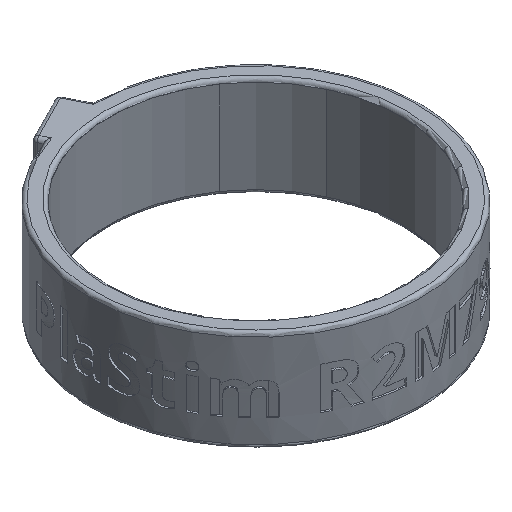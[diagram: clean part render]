
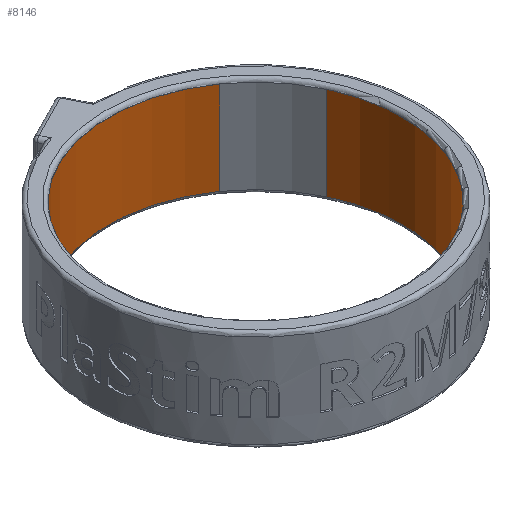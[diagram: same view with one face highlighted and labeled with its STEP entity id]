
A CAD part, isometric view. The second image highlights one B-rep face of the part: STEP entity #8146.
In plain terms, the highlighted cylindrical face has radius 39.5 mm (diameter 79 mm), a partial arc.
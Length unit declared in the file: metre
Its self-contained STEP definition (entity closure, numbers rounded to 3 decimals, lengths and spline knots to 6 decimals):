
#927=LINE('',#15589,#1467);
#928=LINE('',#15590,#1468);
#1467=VECTOR('',#10223,1.);
#1468=VECTOR('',#10224,1.);
#4406=ORIENTED_EDGE('',*,*,#5650,.T.);
#4407=ORIENTED_EDGE('',*,*,#5659,.T.);
#4408=ORIENTED_EDGE('',*,*,#5657,.F.);
#4409=ORIENTED_EDGE('',*,*,#5660,.F.);
#5650=EDGE_CURVE('',#6466,#6468,#6637,.T.);
#5657=EDGE_CURVE('',#6475,#6476,#6640,.T.);
#5659=EDGE_CURVE('',#6468,#6476,#927,.T.);
#5660=EDGE_CURVE('',#6466,#6475,#928,.T.);
#6466=VERTEX_POINT('',#15565);
#6468=VERTEX_POINT('',#15569);
#6475=VERTEX_POINT('',#15584);
#6476=VERTEX_POINT('',#15586);
#6637=CIRCLE('',#8674,0.0395);
#6640=CIRCLE('',#8678,0.0395);
#7124=EDGE_LOOP('',(#4406,#4407,#4408,#4409));
#7619=FACE_BOUND('',#7124,.T.);
#7701=CYLINDRICAL_SURFACE('',#8679,0.0395);
#8146=ADVANCED_FACE('',(#7619),#7701,.F.);
#8674=AXIS2_PLACEMENT_3D('',#15570,#10206,#10207);
#8678=AXIS2_PLACEMENT_3D('',#15585,#10218,#10219);
#8679=AXIS2_PLACEMENT_3D('',#15588,#10221,#10222);
#10206=DIRECTION('',(0.,0.,1.));
#10207=DIRECTION('',(1.,0.,0.));
#10218=DIRECTION('',(0.,0.,1.));
#10219=DIRECTION('',(1.,0.,0.));
#10221=DIRECTION('',(0.,0.,-1.));
#10222=DIRECTION('',(-1.,0.,0.));
#10223=DIRECTION('',(0.,0.,-1.));
#10224=DIRECTION('',(0.,0.,-1.));
#15565=CARTESIAN_POINT('',(0.022656,0.032357,0.0125));
#15569=CARTESIAN_POINT('',(0.035799,0.016693,0.0125));
#15570=CARTESIAN_POINT('',(0.,0.,0.0125));
#15584=CARTESIAN_POINT('',(0.022656,0.032357,-0.0125));
#15585=CARTESIAN_POINT('',(0.,0.,-0.0125));
#15586=CARTESIAN_POINT('',(0.035799,0.016693,-0.0125));
#15588=CARTESIAN_POINT('',(0.,0.,0.0125));
#15589=CARTESIAN_POINT('',(0.035799,0.016693,0.0125));
#15590=CARTESIAN_POINT('',(0.022656,0.032357,0.0125));
